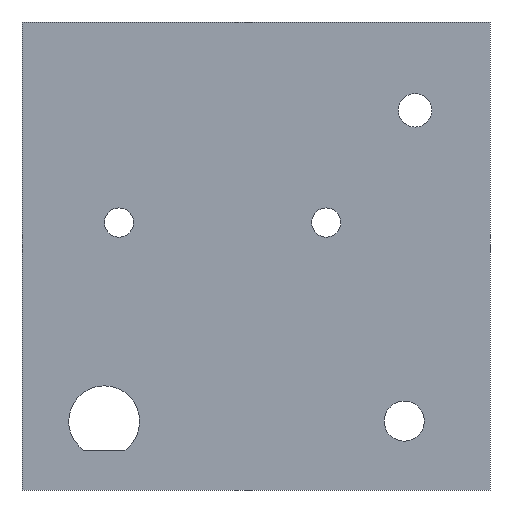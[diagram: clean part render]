
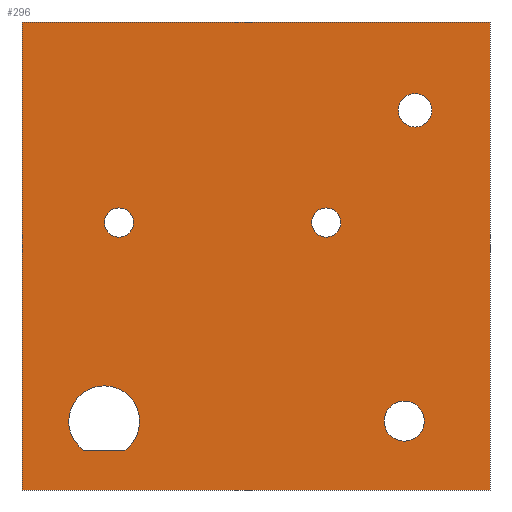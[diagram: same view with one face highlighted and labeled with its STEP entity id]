
A CAD part, front view. The second image highlights one B-rep face of the part: STEP entity #296.
In plain terms, the highlighted planar face has unit normal (0, -1, 0).
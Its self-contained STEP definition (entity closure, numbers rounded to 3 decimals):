
#5 = CIRCLE ( 'NONE', #295, 2.65 ) ;
#12 = ORIENTED_EDGE ( 'NONE', *, *, #103, .T. ) ;
#16 = ORIENTED_EDGE ( 'NONE', *, *, #201, .T. ) ;
#19 = VERTEX_POINT ( 'NONE', #531 ) ;
#33 = DIRECTION ( 'NONE',  ( 0., 0., 1. ) ) ;
#36 = EDGE_CURVE ( 'NONE', #170, #257, #312, .T. ) ;
#40 = DIRECTION ( 'NONE',  ( 0., 0., 1. ) ) ;
#43 = AXIS2_PLACEMENT_3D ( 'NONE', #289, #605, #33 ) ;
#45 = ORIENTED_EDGE ( 'NONE', *, *, #36, .T. ) ;
#49 = DIRECTION ( 'NONE',  ( 0., 1., 0. ) ) ;
#51 = AXIS2_PLACEMENT_3D ( 'NONE', #458, #261, #516 ) ;
#52 = FACE_OUTER_BOUND ( 'NONE', #180, .T. ) ;
#67 = VERTEX_POINT ( 'NONE', #477 ) ;
#68 = LINE ( 'NONE', #425, #407 ) ;
#71 = CARTESIAN_POINT ( 'NONE',  ( 28.58, 0., -29.85 ) ) ;
#73 = DIRECTION ( 'NONE',  ( -1., 0., 0. ) ) ;
#74 = DIRECTION ( 'NONE',  ( 0., 0., 1. ) ) ;
#86 = CARTESIAN_POINT ( 'NONE',  ( 4.599, 0., -32.009 ) ) ;
#89 = EDGE_LOOP ( 'NONE', ( #16, #592 ) ) ;
#90 = LINE ( 'NONE', #185, #252 ) ;
#92 = ORIENTED_EDGE ( 'NONE', *, *, #521, .T. ) ;
#103 = EDGE_CURVE ( 'NONE', #319, #347, #123, .T. ) ;
#111 = EDGE_LOOP ( 'NONE', ( #454, #468 ) ) ;
#115 = DIRECTION ( 'NONE',  ( 0., 1., 0. ) ) ;
#123 = LINE ( 'NONE', #375, #424 ) ;
#130 = AXIS2_PLACEMENT_3D ( 'NONE', #200, #413, #251 ) ;
#135 = DIRECTION ( 'NONE',  ( 0., 0., -1. ) ) ;
#141 = CARTESIAN_POINT ( 'NONE',  ( 4.599, 0., -32.009 ) ) ;
#157 = VECTOR ( 'NONE', #392, 1000. ) ;
#158 = CARTESIAN_POINT ( 'NONE',  ( 0., 0., 0. ) ) ;
#165 = CIRCLE ( 'NONE', #130, 1.25 ) ;
#168 = CIRCLE ( 'NONE', #43, 2.65 ) ;
#170 = VERTEX_POINT ( 'NONE', #337 ) ;
#173 = EDGE_CURVE ( 'NONE', #350, #319, #90, .T. ) ;
#180 = EDGE_LOOP ( 'NONE', ( #381, #433, #12, #620 ) ) ;
#185 = CARTESIAN_POINT ( 'NONE',  ( 0., 0., 0. ) ) ;
#186 = DIRECTION ( 'NONE',  ( 0., 0., 1. ) ) ;
#189 = VERTEX_POINT ( 'NONE', #341 ) ;
#194 = LINE ( 'NONE', #602, #157 ) ;
#196 = ORIENTED_EDGE ( 'NONE', *, *, #222, .T. ) ;
#198 = DIRECTION ( 'NONE',  ( 0., 1., 0. ) ) ;
#199 = VERTEX_POINT ( 'NONE', #439 ) ;
#200 = CARTESIAN_POINT ( 'NONE',  ( 29.395, 0., -6.606 ) ) ;
#201 = EDGE_CURVE ( 'NONE', #19, #199, #388, .T. ) ;
#202 = ORIENTED_EDGE ( 'NONE', *, *, #571, .T. ) ;
#207 = DIRECTION ( 'NONE',  ( 0., 0., 1. ) ) ;
#208 = VERTEX_POINT ( 'NONE', #86 ) ;
#213 = FACE_BOUND ( 'NONE', #515, .T. ) ;
#214 = VERTEX_POINT ( 'NONE', #235 ) ;
#215 = AXIS2_PLACEMENT_3D ( 'NONE', #453, #198, #186 ) ;
#218 = DIRECTION ( 'NONE',  ( 0., 1., 0. ) ) ;
#222 = EDGE_CURVE ( 'NONE', #586, #208, #244, .T. ) ;
#229 = DIRECTION ( 'NONE',  ( 1., 0., 0. ) ) ;
#235 = CARTESIAN_POINT ( 'NONE',  ( 7.253, 0., -13.91 ) ) ;
#244 = LINE ( 'NONE', #141, #596 ) ;
#248 = EDGE_CURVE ( 'NONE', #350, #610, #194, .T. ) ;
#250 = ORIENTED_EDGE ( 'NONE', *, *, #333, .T. ) ;
#251 = DIRECTION ( 'NONE',  ( 0., 0., 1. ) ) ;
#252 = VECTOR ( 'NONE', #135, 1000. ) ;
#253 = DIRECTION ( 'NONE',  ( 0., 1., 0. ) ) ;
#257 = VERTEX_POINT ( 'NONE', #489 ) ;
#258 = EDGE_CURVE ( 'NONE', #208, #649, #168, .T. ) ;
#259 = CARTESIAN_POINT ( 'NONE',  ( 35., 0., -35. ) ) ;
#261 = DIRECTION ( 'NONE',  ( 0., 1., 0. ) ) ;
#267 = AXIS2_PLACEMENT_3D ( 'NONE', #627, #115, #311 ) ;
#275 = ORIENTED_EDGE ( 'NONE', *, *, #258, .T. ) ;
#283 = DIRECTION ( 'NONE',  ( 0., 0., 1. ) ) ;
#289 = CARTESIAN_POINT ( 'NONE',  ( 6.148, 0., -29.859 ) ) ;
#291 = VERTEX_POINT ( 'NONE', #519 ) ;
#292 = DIRECTION ( 'NONE',  ( 0., 1., 0. ) ) ;
#295 = AXIS2_PLACEMENT_3D ( 'NONE', #609, #506, #74 ) ;
#296 = ADVANCED_FACE ( 'NONE', ( #522, #568, #213, #514, #623, #52 ), #356, .F. ) ;
#298 = CIRCLE ( 'NONE', #613, 1.09 ) ;
#311 = DIRECTION ( 'NONE',  ( 0., 0., 1. ) ) ;
#312 = CIRCLE ( 'NONE', #611, 1.5 ) ;
#319 = VERTEX_POINT ( 'NONE', #557 ) ;
#325 = CIRCLE ( 'NONE', #215, 1.09 ) ;
#333 = EDGE_CURVE ( 'NONE', #67, #189, #349, .T. ) ;
#337 = CARTESIAN_POINT ( 'NONE',  ( 28.58, 0., -28.35 ) ) ;
#341 = CARTESIAN_POINT ( 'NONE',  ( 22.747, 0., -13.91 ) ) ;
#342 = EDGE_CURVE ( 'NONE', #199, #19, #165, .T. ) ;
#346 = CARTESIAN_POINT ( 'NONE',  ( 7.697, 0., -32.009 ) ) ;
#347 = VERTEX_POINT ( 'NONE', #259 ) ;
#349 = CIRCLE ( 'NONE', #419, 1.09 ) ;
#350 = VERTEX_POINT ( 'NONE', #158 ) ;
#356 = PLANE ( 'NONE',  #51 ) ;
#362 = CARTESIAN_POINT ( 'NONE',  ( 35., 0., 0. ) ) ;
#363 = EDGE_LOOP ( 'NONE', ( #45, #202 ) ) ;
#375 = CARTESIAN_POINT ( 'NONE',  ( 0., 0., -35. ) ) ;
#377 = CARTESIAN_POINT ( 'NONE',  ( 6.148, 0., -27.209 ) ) ;
#381 = ORIENTED_EDGE ( 'NONE', *, *, #248, .F. ) ;
#388 = CIRCLE ( 'NONE', #512, 1.25 ) ;
#392 = DIRECTION ( 'NONE',  ( 1., 0., 0. ) ) ;
#396 = CARTESIAN_POINT ( 'NONE',  ( 29.395, 0., -6.606 ) ) ;
#406 = CIRCLE ( 'NONE', #505, 1.5 ) ;
#407 = VECTOR ( 'NONE', #632, 1000. ) ;
#413 = DIRECTION ( 'NONE',  ( 0., 1., 0. ) ) ;
#415 = EDGE_CURVE ( 'NONE', #291, #214, #442, .T. ) ;
#419 = AXIS2_PLACEMENT_3D ( 'NONE', #509, #49, #40 ) ;
#424 = VECTOR ( 'NONE', #229, 1000. ) ;
#425 = CARTESIAN_POINT ( 'NONE',  ( 35., 0., 0. ) ) ;
#433 = ORIENTED_EDGE ( 'NONE', *, *, #173, .T. ) ;
#439 = CARTESIAN_POINT ( 'NONE',  ( 29.395, 0., -7.856 ) ) ;
#440 = DIRECTION ( 'NONE',  ( 0., 1., 0. ) ) ;
#442 = CIRCLE ( 'NONE', #267, 1.09 ) ;
#453 = CARTESIAN_POINT ( 'NONE',  ( 22.747, 0., -15. ) ) ;
#454 = ORIENTED_EDGE ( 'NONE', *, *, #483, .T. ) ;
#458 = CARTESIAN_POINT ( 'NONE',  ( 0., 0., 0. ) ) ;
#468 = ORIENTED_EDGE ( 'NONE', *, *, #415, .T. ) ;
#469 = EDGE_CURVE ( 'NONE', #189, #67, #325, .T. ) ;
#477 = CARTESIAN_POINT ( 'NONE',  ( 22.747, 0., -16.09 ) ) ;
#483 = EDGE_CURVE ( 'NONE', #214, #291, #298, .T. ) ;
#489 = CARTESIAN_POINT ( 'NONE',  ( 28.58, 0., -31.35 ) ) ;
#501 = DIRECTION ( 'NONE',  ( 0., 0., 1. ) ) ;
#505 = AXIS2_PLACEMENT_3D ( 'NONE', #614, #253, #207 ) ;
#506 = DIRECTION ( 'NONE',  ( 0., 1., 0. ) ) ;
#509 = CARTESIAN_POINT ( 'NONE',  ( 22.747, 0., -15. ) ) ;
#512 = AXIS2_PLACEMENT_3D ( 'NONE', #396, #292, #501 ) ;
#514 = FACE_BOUND ( 'NONE', #111, .T. ) ;
#515 = EDGE_LOOP ( 'NONE', ( #196, #275, #92 ) ) ;
#516 = DIRECTION ( 'NONE',  ( 0., 0., 1. ) ) ;
#519 = CARTESIAN_POINT ( 'NONE',  ( 7.253, 0., -16.09 ) ) ;
#521 = EDGE_CURVE ( 'NONE', #649, #586, #5, .T. ) ;
#522 = FACE_BOUND ( 'NONE', #89, .T. ) ;
#531 = CARTESIAN_POINT ( 'NONE',  ( 29.395, 0., -5.356 ) ) ;
#557 = CARTESIAN_POINT ( 'NONE',  ( 0., 0., -35. ) ) ;
#568 = FACE_BOUND ( 'NONE', #363, .T. ) ;
#571 = EDGE_CURVE ( 'NONE', #257, #170, #406, .T. ) ;
#579 = DIRECTION ( 'NONE',  ( 0., 0., 1. ) ) ;
#586 = VERTEX_POINT ( 'NONE', #346 ) ;
#592 = ORIENTED_EDGE ( 'NONE', *, *, #342, .T. ) ;
#596 = VECTOR ( 'NONE', #73, 1000. ) ;
#600 = ORIENTED_EDGE ( 'NONE', *, *, #469, .T. ) ;
#602 = CARTESIAN_POINT ( 'NONE',  ( 0., 0., 0. ) ) ;
#603 = CARTESIAN_POINT ( 'NONE',  ( 7.253, 0., -15. ) ) ;
#605 = DIRECTION ( 'NONE',  ( 0., 1., 0. ) ) ;
#609 = CARTESIAN_POINT ( 'NONE',  ( 6.148, 0., -29.859 ) ) ;
#610 = VERTEX_POINT ( 'NONE', #362 ) ;
#611 = AXIS2_PLACEMENT_3D ( 'NONE', #71, #218, #579 ) ;
#613 = AXIS2_PLACEMENT_3D ( 'NONE', #603, #440, #283 ) ;
#614 = CARTESIAN_POINT ( 'NONE',  ( 28.58, 0., -29.85 ) ) ;
#620 = ORIENTED_EDGE ( 'NONE', *, *, #650, .F. ) ;
#623 = FACE_BOUND ( 'NONE', #640, .T. ) ;
#627 = CARTESIAN_POINT ( 'NONE',  ( 7.253, 0., -15. ) ) ;
#632 = DIRECTION ( 'NONE',  ( 0., 0., -1. ) ) ;
#640 = EDGE_LOOP ( 'NONE', ( #600, #250 ) ) ;
#649 = VERTEX_POINT ( 'NONE', #377 ) ;
#650 = EDGE_CURVE ( 'NONE', #610, #347, #68, .T. ) ;
